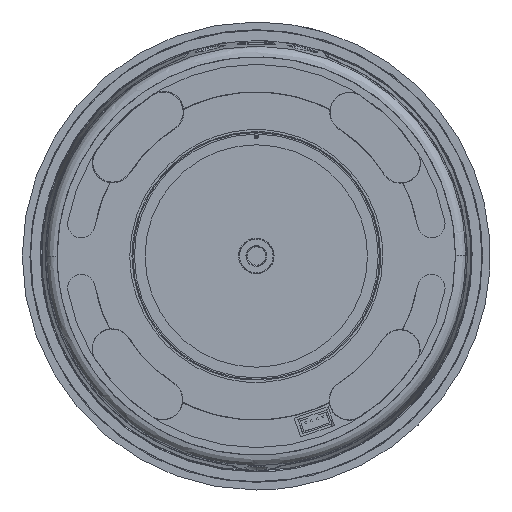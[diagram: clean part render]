
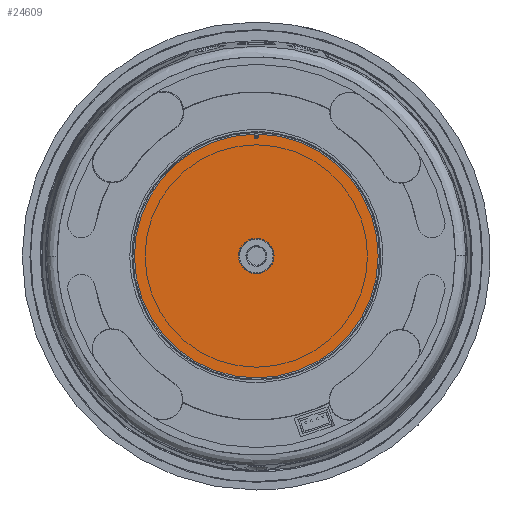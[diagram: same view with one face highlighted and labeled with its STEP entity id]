
A CAD part, front view. The second image highlights one B-rep face of the part: STEP entity #24609.
In plain terms, the highlighted planar face has unit normal (0, -1, 0).
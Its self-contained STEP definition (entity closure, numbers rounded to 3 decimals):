
#526 = VERTEX_POINT ( 'NONE', #7615 ) ;
#733 = EDGE_CURVE ( 'NONE', #14981, #17079, #23581, .T. ) ;
#1523 = VECTOR ( 'NONE', #19528, 1000. ) ;
#2321 = DIRECTION ( 'NONE',  ( 0., 0., -1. ) ) ;
#2501 = CARTESIAN_POINT ( 'NONE',  ( 0.6, 33.8, 39.995 ) ) ;
#2549 = CARTESIAN_POINT ( 'NONE',  ( -0.2, 33.8, 38.899 ) ) ;
#3219 = VERTEX_POINT ( 'NONE', #24608 ) ;
#3350 = DIRECTION ( 'NONE',  ( 0., 0., -1. ) ) ;
#3824 = DIRECTION ( 'NONE',  ( 0., 0., -1. ) ) ;
#3851 = ORIENTED_EDGE ( 'NONE', *, *, #9895, .T. ) ;
#3876 = ORIENTED_EDGE ( 'NONE', *, *, #16464, .T. ) ;
#4543 = DIRECTION ( 'NONE',  ( 0., 0., -1. ) ) ;
#4578 = DIRECTION ( 'NONE',  ( 0., -1., 0. ) ) ;
#5031 = ORIENTED_EDGE ( 'NONE', *, *, #9572, .T. ) ;
#5676 = VERTEX_POINT ( 'NONE', #8587 ) ;
#6265 = EDGE_CURVE ( 'NONE', #25732, #5676, #22908, .T. ) ;
#6589 = CIRCLE ( 'NONE', #27518, 38.5 ) ;
#6799 = PLANE ( 'NONE',  #21344 ) ;
#6881 = EDGE_CURVE ( 'NONE', #3219, #25539, #16806, .T. ) ;
#6969 = DIRECTION ( 'NONE',  ( 0., 0., -1. ) ) ;
#7326 = CARTESIAN_POINT ( 'NONE',  ( 0., 33.8, -5.65 ) ) ;
#7483 = EDGE_LOOP ( 'NONE', ( #3851, #21465 ) ) ;
#7615 = CARTESIAN_POINT ( 'NONE',  ( -0.6, 33.8, 38.899 ) ) ;
#8324 = CARTESIAN_POINT ( 'NONE',  ( 0., 33.8, 0. ) ) ;
#8536 = FACE_OUTER_BOUND ( 'NONE', #21661, .T. ) ;
#8587 = CARTESIAN_POINT ( 'NONE',  ( 0., 33.8, -40. ) ) ;
#8816 = EDGE_CURVE ( 'NONE', #5676, #27018, #23009, .T. ) ;
#8895 = CARTESIAN_POINT ( 'NONE',  ( 0., 33.8, 0. ) ) ;
#9080 = AXIS2_PLACEMENT_3D ( 'NONE', #15302, #24063, #11025 ) ;
#9524 = DIRECTION ( 'NONE',  ( 0., 1., 0. ) ) ;
#9572 = EDGE_CURVE ( 'NONE', #526, #25732, #15829, .T. ) ;
#9895 = EDGE_CURVE ( 'NONE', #17079, #14981, #12750, .T. ) ;
#9927 = CARTESIAN_POINT ( 'NONE',  ( 0.198, 33.8, 38.499 ) ) ;
#10265 = FACE_BOUND ( 'NONE', #7483, .T. ) ;
#11025 = DIRECTION ( 'NONE',  ( 0., 0., -1. ) ) ;
#11224 = EDGE_CURVE ( 'NONE', #25539, #14867, #6589, .T. ) ;
#12422 = EDGE_CURVE ( 'NONE', #14867, #526, #15774, .T. ) ;
#12750 = CIRCLE ( 'NONE', #9080, 5.65 ) ;
#13230 = CARTESIAN_POINT ( 'NONE',  ( -0.6, 33.8, 0. ) ) ;
#13416 = DIRECTION ( 'NONE',  ( 0., -1., 0. ) ) ;
#13745 = CARTESIAN_POINT ( 'NONE',  ( 0.6, 33.8, 0. ) ) ;
#14867 = VERTEX_POINT ( 'NONE', #25969 ) ;
#14981 = VERTEX_POINT ( 'NONE', #17622 ) ;
#15302 = CARTESIAN_POINT ( 'NONE',  ( 0., 33.8, 0. ) ) ;
#15686 = ORIENTED_EDGE ( 'NONE', *, *, #6881, .T. ) ;
#15774 = CIRCLE ( 'NONE', #23508, 0.4 ) ;
#15829 = LINE ( 'NONE', #13230, #1523 ) ;
#16110 = CARTESIAN_POINT ( 'NONE',  ( -0.6, 33.8, 39.995 ) ) ;
#16464 = EDGE_CURVE ( 'NONE', #27018, #3219, #20161, .T. ) ;
#16677 = AXIS2_PLACEMENT_3D ( 'NONE', #8324, #23360, #3824 ) ;
#16771 = VECTOR ( 'NONE', #3350, 1000. ) ;
#16806 = CIRCLE ( 'NONE', #23641, 0.4 ) ;
#17079 = VERTEX_POINT ( 'NONE', #7326 ) ;
#17622 = CARTESIAN_POINT ( 'NONE',  ( 0., 33.8, 5.65 ) ) ;
#17694 = DIRECTION ( 'NONE',  ( 0., -1., 0. ) ) ;
#17827 = DIRECTION ( 'NONE',  ( 0., 1., 0. ) ) ;
#18024 = AXIS2_PLACEMENT_3D ( 'NONE', #28271, #13416, #4543 ) ;
#19528 = DIRECTION ( 'NONE',  ( 0., 0., 1. ) ) ;
#19655 = DIRECTION ( 'NONE',  ( 0., -1., 0. ) ) ;
#19994 = DIRECTION ( 'NONE',  ( 0., 0., -1. ) ) ;
#20161 = LINE ( 'NONE', #13745, #16771 ) ;
#21344 = AXIS2_PLACEMENT_3D ( 'NONE', #22045, #17694, #2321 ) ;
#21465 = ORIENTED_EDGE ( 'NONE', *, *, #733, .T. ) ;
#21512 = ORIENTED_EDGE ( 'NONE', *, *, #12422, .T. ) ;
#21661 = EDGE_LOOP ( 'NONE', ( #21512, #5031, #22627, #26005, #3876, #15686, #23762 ) ) ;
#22045 = CARTESIAN_POINT ( 'NONE',  ( 0., 33.8, 0. ) ) ;
#22564 = CARTESIAN_POINT ( 'NONE',  ( 0.2, 33.8, 38.899 ) ) ;
#22627 = ORIENTED_EDGE ( 'NONE', *, *, #6265, .T. ) ;
#22908 = CIRCLE ( 'NONE', #28189, 40. ) ;
#23009 = CIRCLE ( 'NONE', #18024, 40. ) ;
#23360 = DIRECTION ( 'NONE',  ( 0., 1., 0. ) ) ;
#23508 = AXIS2_PLACEMENT_3D ( 'NONE', #2549, #17827, #19994 ) ;
#23581 = CIRCLE ( 'NONE', #16677, 5.65 ) ;
#23641 = AXIS2_PLACEMENT_3D ( 'NONE', #22564, #9524, #24748 ) ;
#23762 = ORIENTED_EDGE ( 'NONE', *, *, #11224, .T. ) ;
#24063 = DIRECTION ( 'NONE',  ( 0., 1., 0. ) ) ;
#24608 = CARTESIAN_POINT ( 'NONE',  ( 0.6, 33.8, 38.899 ) ) ;
#24609 = ADVANCED_FACE ( 'NONE', ( #10265, #8536 ), #6799, .T. ) ;
#24748 = DIRECTION ( 'NONE',  ( 0., 0., -1. ) ) ;
#25539 = VERTEX_POINT ( 'NONE', #9927 ) ;
#25732 = VERTEX_POINT ( 'NONE', #16110 ) ;
#25969 = CARTESIAN_POINT ( 'NONE',  ( -0.198, 33.8, 38.499 ) ) ;
#26005 = ORIENTED_EDGE ( 'NONE', *, *, #8816, .T. ) ;
#26202 = DIRECTION ( 'NONE',  ( 0., 0., -1. ) ) ;
#26297 = CARTESIAN_POINT ( 'NONE',  ( 0., 33.8, 0. ) ) ;
#27018 = VERTEX_POINT ( 'NONE', #2501 ) ;
#27518 = AXIS2_PLACEMENT_3D ( 'NONE', #26297, #4578, #26202 ) ;
#28189 = AXIS2_PLACEMENT_3D ( 'NONE', #8895, #19655, #6969 ) ;
#28271 = CARTESIAN_POINT ( 'NONE',  ( 0., 33.8, 0. ) ) ;
